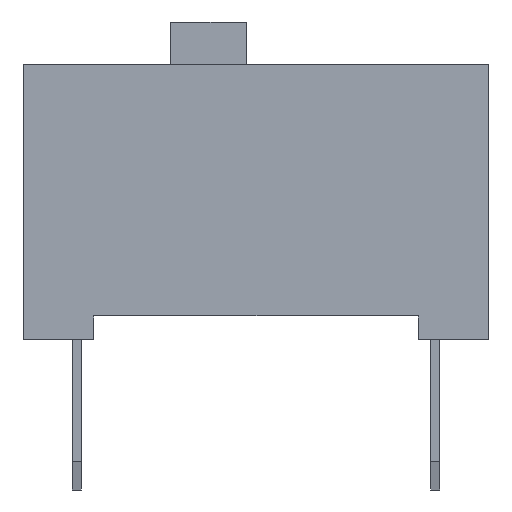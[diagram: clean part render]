
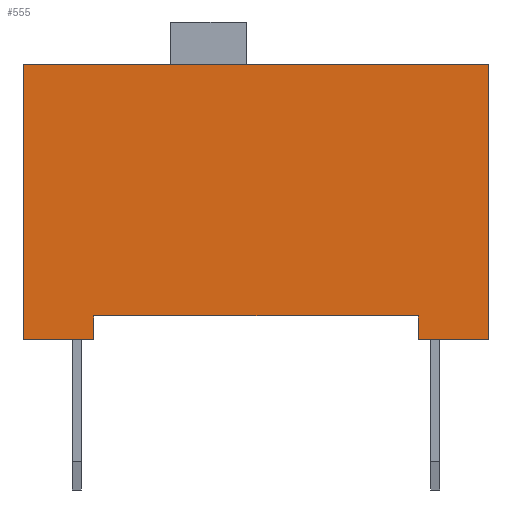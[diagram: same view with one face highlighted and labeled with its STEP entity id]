
A CAD part, left-side view. The second image highlights one B-rep face of the part: STEP entity #555.
In plain terms, the highlighted planar face has unit normal (-1, 0, 0).
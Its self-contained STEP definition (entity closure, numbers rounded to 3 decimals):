
#13=DIRECTION('',(0.,0.,1.));
#34=VECTOR('',#13,1.);
#56=CARTESIAN_POINT('',(-2.4,-1.14,0.));
#58=DIRECTION('',(1.,0.,0.));
#119=VECTOR('',#120,1.);
#120=DIRECTION('',(0.,-1.,0.));
#123=VERTEX_POINT('',#124);
#124=CARTESIAN_POINT('',(-2.4,0.36,0.5));
#127=ORIENTED_EDGE('',*,*,#128,.F.);
#128=EDGE_CURVE('',#129,#123,#131,.T.);
#129=VERTEX_POINT('',#130);
#130=CARTESIAN_POINT('',(-2.4,7.26,0.5));
#131=LINE('',#132,#119);
#132=CARTESIAN_POINT('',(-2.4,6.285,0.5));
#424=VERTEX_POINT('',#56);
#428=EDGE_CURVE('',#424,#429,#431,.T.);
#429=VERTEX_POINT('',#430);
#430=CARTESIAN_POINT('',(-2.4,-1.14,5.85));
#431=LINE('',#56,#34);
#506=VERTEX_POINT('',#507);
#507=CARTESIAN_POINT('',(-2.4,8.76,5.85));
#510=EDGE_CURVE('',#511,#506,#513,.T.);
#511=VERTEX_POINT('',#512);
#512=CARTESIAN_POINT('',(-2.4,8.76,0.));
#513=LINE('',#512,#34);
#535=VECTOR('',#536,1.);
#536=DIRECTION('',(0.,0.,-1.));
#544=VERTEX_POINT('',#545);
#545=CARTESIAN_POINT('',(-2.4,7.26,0.));
#550=ORIENTED_EDGE('',*,*,#551,.T.);
#551=EDGE_CURVE('',#129,#544,#552,.T.);
#552=LINE('',#545,#535);
#555=ADVANCED_FACE('',(#556),#573,.F.);
#556=FACE_BOUND('',#557,.F.);
#557=EDGE_LOOP('',(#558,#561,#562,#565,#566,#570,#127,#550));
#558=ORIENTED_EDGE('',*,*,#559,.F.);
#559=EDGE_CURVE('',#511,#544,#560,.T.);
#560=LINE('',#512,#119);
#561=ORIENTED_EDGE('',*,*,#510,.T.);
#562=ORIENTED_EDGE('',*,*,#563,.T.);
#563=EDGE_CURVE('',#506,#429,#564,.T.);
#564=LINE('',#507,#119);
#565=ORIENTED_EDGE('',*,*,#428,.F.);
#566=ORIENTED_EDGE('',*,*,#567,.F.);
#567=EDGE_CURVE('',#568,#424,#560,.T.);
#568=VERTEX_POINT('',#569);
#569=CARTESIAN_POINT('',(-2.4,0.36,0.));
#570=ORIENTED_EDGE('',*,*,#571,.T.);
#571=EDGE_CURVE('',#568,#123,#572,.T.);
#572=LINE('',#569,#34);
#573=PLANE('',#574);
#574=AXIS2_PLACEMENT_3D('',#512,#58,#120);
